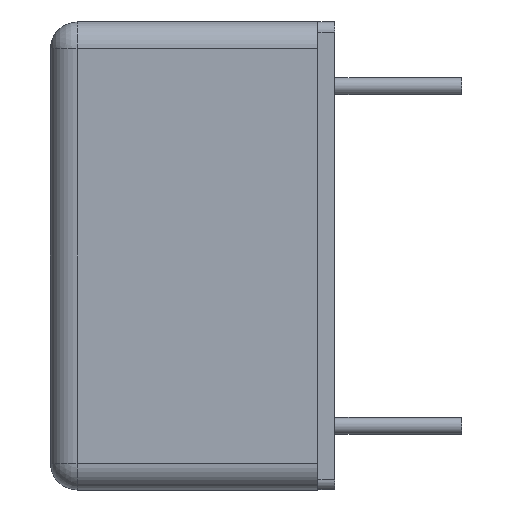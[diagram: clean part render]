
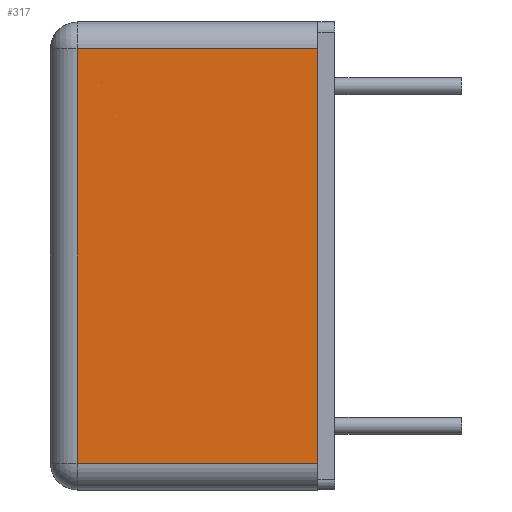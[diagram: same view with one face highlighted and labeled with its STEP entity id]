
A CAD part, left-side view. The second image highlights one B-rep face of the part: STEP entity #317.
In plain terms, the highlighted planar face has unit normal (-1, 0, 0).
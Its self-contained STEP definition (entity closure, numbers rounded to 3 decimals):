
#117 = LINE ( 'NONE', #828, #463 ) ;
#125 = ORIENTED_EDGE ( 'NONE', *, *, #869, .T. ) ;
#147 = ORIENTED_EDGE ( 'NONE', *, *, #594, .T. ) ;
#190 = DIRECTION ( 'NONE',  ( 0., 0., -1. ) ) ;
#279 = VERTEX_POINT ( 'NONE', #1811 ) ;
#287 = ORIENTED_EDGE ( 'NONE', *, *, #1234, .T. ) ;
#317 = ADVANCED_FACE ( 'NONE', ( #1581 ), #1767, .F. ) ;
#363 = VERTEX_POINT ( 'NONE', #700 ) ;
#367 = DIRECTION ( 'NONE',  ( 0., 0., 1. ) ) ;
#463 = VECTOR ( 'NONE', #367, 1000. ) ;
#498 = CARTESIAN_POINT ( 'NONE',  ( -12.05, 7.2, -7. ) ) ;
#528 = CARTESIAN_POINT ( 'NONE',  ( -12.05, 8., 7. ) ) ;
#572 = VECTOR ( 'NONE', #754, 1000. ) ;
#594 = EDGE_CURVE ( 'NONE', #1623, #973, #990, .T. ) ;
#700 = CARTESIAN_POINT ( 'NONE',  ( -12.05, 7.2, 6.2 ) ) ;
#754 = DIRECTION ( 'NONE',  ( 0., -1., 0. ) ) ;
#768 = CARTESIAN_POINT ( 'NONE',  ( -12.05, 7.2, -6.2 ) ) ;
#796 = LINE ( 'NONE', #498, #1584 ) ;
#828 = CARTESIAN_POINT ( 'NONE',  ( -12.05, 0., 7. ) ) ;
#837 = DIRECTION ( 'NONE',  ( 1., 0., 0. ) ) ;
#869 = EDGE_CURVE ( 'NONE', #279, #363, #1130, .T. ) ;
#933 = EDGE_LOOP ( 'NONE', ( #287, #147, #1158, #125 ) ) ;
#973 = VERTEX_POINT ( 'NONE', #1547 ) ;
#990 = LINE ( 'NONE', #1988, #572 ) ;
#1130 = LINE ( 'NONE', #1305, #1494 ) ;
#1158 = ORIENTED_EDGE ( 'NONE', *, *, #1954, .T. ) ;
#1234 = EDGE_CURVE ( 'NONE', #363, #1623, #796, .T. ) ;
#1237 = AXIS2_PLACEMENT_3D ( 'NONE', #528, #837, #1931 ) ;
#1305 = CARTESIAN_POINT ( 'NONE',  ( -12.05, 8., 6.2 ) ) ;
#1494 = VECTOR ( 'NONE', #1911, 1000. ) ;
#1547 = CARTESIAN_POINT ( 'NONE',  ( -12.05, 0., -6.2 ) ) ;
#1581 = FACE_OUTER_BOUND ( 'NONE', #933, .T. ) ;
#1584 = VECTOR ( 'NONE', #190, 1000. ) ;
#1623 = VERTEX_POINT ( 'NONE', #768 ) ;
#1767 = PLANE ( 'NONE',  #1237 ) ;
#1811 = CARTESIAN_POINT ( 'NONE',  ( -12.05, 0., 6.2 ) ) ;
#1911 = DIRECTION ( 'NONE',  ( 0., 1., 0. ) ) ;
#1931 = DIRECTION ( 'NONE',  ( 0., 0., -1. ) ) ;
#1954 = EDGE_CURVE ( 'NONE', #973, #279, #117, .T. ) ;
#1988 = CARTESIAN_POINT ( 'NONE',  ( -12.05, 8., -6.2 ) ) ;
